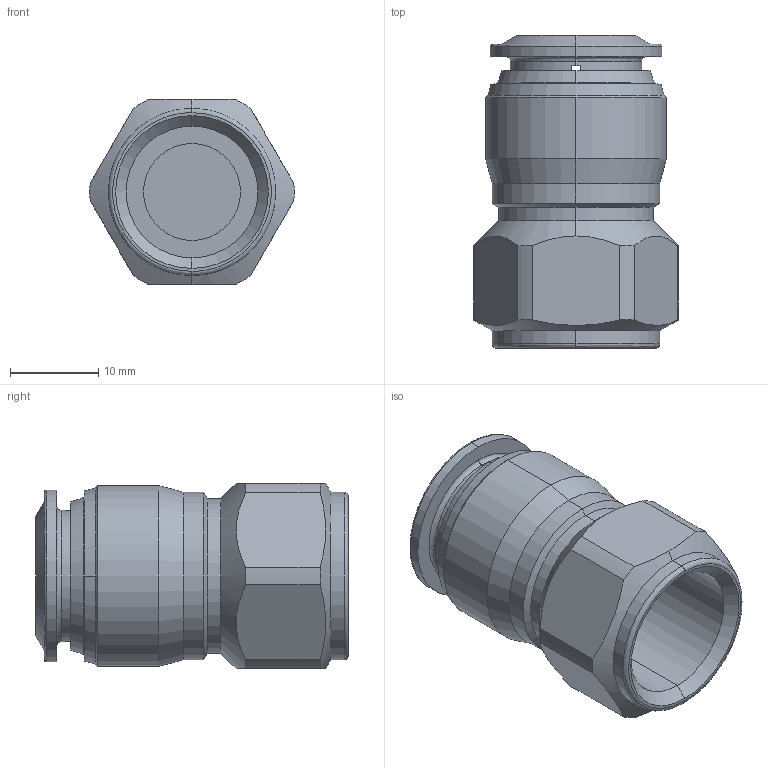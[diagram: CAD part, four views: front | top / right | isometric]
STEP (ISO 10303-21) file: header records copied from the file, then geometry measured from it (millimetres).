
FILE_DESCRIPTION(( 'MA.13.12.38A.STEP' ), '1');
FILE_NAME( 'MA.13.12.38A.STEP', '2018-10-01T09:53:48',( 'Sopra'),('sopra-pneumatic.com'), 'SwSTEP 2.0','SolidWorks 2009','' );
FILE_SCHEMA (( 'CONFIG_CONTROL_DESIGN' ));
Length unit declared in the file: millimetre
Products named in the file (1): MA.13.12.38A
Bounding box: 23.19 x 35.5 x 21 mm (x, y, z)
Volume: 8224.8 mm3; surface area: 4005.1 mm2
Topology: 1 solids, 1 shells, 79 faces, 190 edges, 118 vertices
Faces by surface type: cylinder 26, cone 24, plane 21, bspline 8
Entity records: 2811 total; most frequent: CARTESIAN_POINT 914, DIRECTION 392, ORIENTED_EDGE 380, EDGE_CURVE 190, AXIS2_PLACEMENT_3D 160, VERTEX_POINT 118, EDGE_LOOP 88, CIRCLE 88
